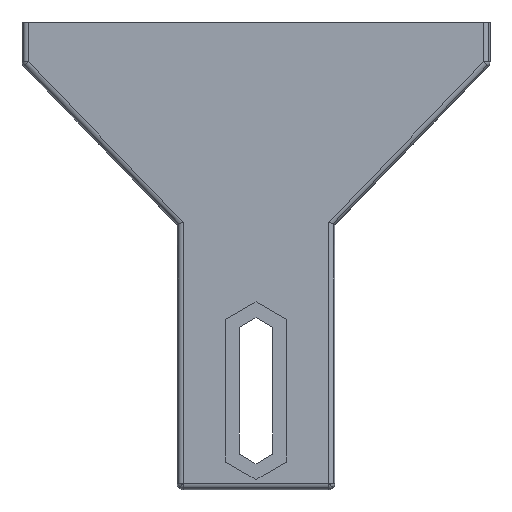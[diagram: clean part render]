
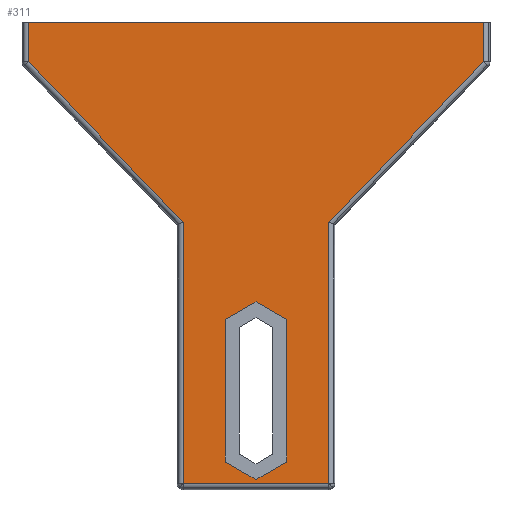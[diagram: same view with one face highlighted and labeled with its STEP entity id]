
A CAD part, left-side view. The second image highlights one B-rep face of the part: STEP entity #311.
In plain terms, the highlighted planar face has unit normal (-1, 0, 0).
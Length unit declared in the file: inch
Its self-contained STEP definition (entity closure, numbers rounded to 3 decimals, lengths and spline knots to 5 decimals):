
#311=ADVANCED_FACE('',(#663,#664),#665,.T.);
#663=FACE_OUTER_BOUND('',#1486,.T.);
#664=FACE_BOUND('',#1487,.T.);
#665=PLANE('',#1488);
#1486=EDGE_LOOP('',(#2477,#2478,#2479,#2480,#2481,#2482,#2483,#2484));
#1487=EDGE_LOOP('',(#2485,#2486,#2487,#2488,#2489,#2490,#2491));
#1488=AXIS2_PLACEMENT_3D('',#2492,#2493,#2494);
#2477=ORIENTED_EDGE('',*,*,#3179,.F.);
#2478=ORIENTED_EDGE('',*,*,#3270,.T.);
#2479=ORIENTED_EDGE('',*,*,#3209,.T.);
#2480=ORIENTED_EDGE('',*,*,#3106,.T.);
#2481=ORIENTED_EDGE('',*,*,#3271,.F.);
#2482=ORIENTED_EDGE('',*,*,#2980,.F.);
#2483=ORIENTED_EDGE('',*,*,#3009,.F.);
#2484=ORIENTED_EDGE('',*,*,#3175,.F.);
#2485=ORIENTED_EDGE('',*,*,#3272,.F.);
#2486=ORIENTED_EDGE('',*,*,#3273,.F.);
#2487=ORIENTED_EDGE('',*,*,#3274,.F.);
#2488=ORIENTED_EDGE('',*,*,#3260,.T.);
#2489=ORIENTED_EDGE('',*,*,#2953,.T.);
#2490=ORIENTED_EDGE('',*,*,#3093,.T.);
#2491=ORIENTED_EDGE('',*,*,#3194,.T.);
#2492=CARTESIAN_POINT('',(-0.25591,0.54515,-1.45689));
#2493=DIRECTION('',(-1.0,0.,0.0));
#2494=DIRECTION('',(-0.0,0.0,-1.0));
#2953=EDGE_CURVE('',#3426,#3427,#3428,.T.);
#2980=EDGE_CURVE('',#3474,#3476,#3477,.T.);
#3009=EDGE_CURVE('',#3522,#3474,#3524,.T.);
#3093=EDGE_CURVE('',#3427,#3664,#3665,.T.);
#3106=EDGE_CURVE('',#3685,#3683,#3686,.T.);
#3175=EDGE_CURVE('',#3382,#3522,#3782,.T.);
#3179=EDGE_CURVE('',#3786,#3382,#3788,.T.);
#3194=EDGE_CURVE('',#3664,#3806,#3807,.T.);
#3209=EDGE_CURVE('',#3826,#3685,#3827,.T.);
#3260=EDGE_CURVE('',#3892,#3426,#3893,.T.);
#3270=EDGE_CURVE('',#3786,#3826,#3906,.T.);
#3271=EDGE_CURVE('',#3476,#3683,#3907,.T.);
#3272=EDGE_CURVE('',#3908,#3806,#3909,.T.);
#3273=EDGE_CURVE('',#3910,#3908,#3911,.T.);
#3274=EDGE_CURVE('',#3892,#3910,#3912,.T.);
#3382=VERTEX_POINT('',#4028);
#3426=VERTEX_POINT('',#4084);
#3427=VERTEX_POINT('',#4085);
#3428=LINE('',#4086,#4087);
#3474=VERTEX_POINT('',#4148);
#3476=VERTEX_POINT('',#4150);
#3477=LINE('',#4151,#4152);
#3522=VERTEX_POINT('',#4207);
#3524=LINE('',#4209,#4210);
#3664=VERTEX_POINT('',#4422);
#3665=LINE('',#4423,#4424);
#3683=VERTEX_POINT('',#4447);
#3685=VERTEX_POINT('',#4449);
#3686=LINE('',#4450,#4451);
#3782=LINE('',#4567,#4568);
#3786=VERTEX_POINT('',#4573);
#3788=LINE('',#4575,#4576);
#3806=VERTEX_POINT('',#4598);
#3807=LINE('',#4599,#4600);
#3826=VERTEX_POINT('',#4625);
#3827=LINE('',#4626,#4627);
#3892=VERTEX_POINT('',#4719);
#3893=LINE('',#4720,#4721);
#3906=LINE('',#4739,#4740);
#3907=LINE('',#4741,#4742);
#3908=VERTEX_POINT('',#4743);
#3909=LINE('',#4744,#4745);
#3910=VERTEX_POINT('',#4746);
#3911=LINE('',#4747,#4748);
#3912=LINE('',#4749,#4750);
#4028=CARTESIAN_POINT('',(-0.25591,0.27183,-1.7246));
#4084=CARTESIAN_POINT('',(-0.25591,0.00348,-1.70885));
#4085=CARTESIAN_POINT('',(-0.25591,0.11417,-1.64495));
#4086=CARTESIAN_POINT('',(-0.25591,0.24093,-1.57176));
#4087=VECTOR('',#4936,1.);
#4148=CARTESIAN_POINT('',(-0.25591,0.85189,-0.14792));
#4150=CARTESIAN_POINT('',(-0.25591,0.85189,0.0));
#4151=CARTESIAN_POINT('',(-0.25591,0.85189,-0.88547));
#4152=VECTOR('',#4973,1.0);
#4207=CARTESIAN_POINT('',(-0.25591,0.27183,-0.74731));
#4209=CARTESIAN_POINT('',(-0.25591,-0.16451,-1.1982));
#4210=VECTOR('',#5020,1.);
#4422=CARTESIAN_POINT('',(-0.25591,0.11417,-1.1116));
#4423=CARTESIAN_POINT('',(-0.25591,0.11417,-0.92043));
#4424=VECTOR('',#5138,1.0);
#4447=CARTESIAN_POINT('',(-0.25591,-0.85189,0.0));
#4449=CARTESIAN_POINT('',(-0.25591,-0.85189,-0.14792));
#4450=CARTESIAN_POINT('',(-0.25591,-0.85189,-0.88547));
#4451=VECTOR('',#5156,1.0);
#4567=CARTESIAN_POINT('',(-0.25591,0.27183,-1.31033));
#4568=VECTOR('',#5270,1.0);
#4573=CARTESIAN_POINT('',(-0.25591,-0.27183,-1.7246));
#4575=CARTESIAN_POINT('',(-0.25591,0.27288,-1.7246));
#4576=VECTOR('',#5275,1.0);
#4598=CARTESIAN_POINT('',(-0.25591,0.0,-1.04568));
#4599=CARTESIAN_POINT('',(-0.25591,-0.04009,-1.02253));
#4600=VECTOR('',#5295,1.);
#4625=CARTESIAN_POINT('',(-0.25591,-0.27183,-0.74731));
#4626=CARTESIAN_POINT('',(-0.25591,0.16451,-1.1982));
#4627=VECTOR('',#5314,1.);
#4719=CARTESIAN_POINT('',(-0.25591,-0.00348,-1.70885));
#4720=CARTESIAN_POINT('',(-0.25591,0.00009,-1.70885));
#4721=VECTOR('',#5388,1.0);
#4739=CARTESIAN_POINT('',(-0.25591,-0.27183,-1.31033));
#4740=VECTOR('',#5397,1.0);
#4741=CARTESIAN_POINT('',(-0.25591,0.27773,0.));
#4742=VECTOR('',#5398,1.0);
#4743=CARTESIAN_POINT('',(-0.25591,-0.11417,-1.1116));
#4744=CARTESIAN_POINT('',(-0.25591,0.04009,-1.02253));
#4745=VECTOR('',#5399,1.);
#4746=CARTESIAN_POINT('',(-0.25591,-0.11417,-1.64495));
#4747=CARTESIAN_POINT('',(-0.25591,-0.11417,-0.92043));
#4748=VECTOR('',#5400,1.0);
#4749=CARTESIAN_POINT('',(-0.25591,-0.24093,-1.57176));
#4750=VECTOR('',#5401,1.);
#4936=DIRECTION('',(0.,0.866,0.5));
#4973=DIRECTION('',(0.0,0.0,1.0));
#5020=DIRECTION('',(0.,0.695,0.719));
#5138=DIRECTION('',(0.0,0.0,1.0));
#5156=DIRECTION('',(0.0,0.0,1.0));
#5270=DIRECTION('',(0.0,0.0,1.0));
#5275=DIRECTION('',(0.,1.0,0.0));
#5295=DIRECTION('',(0.,-0.866,0.5));
#5314=DIRECTION('',(0.,-0.695,0.719));
#5388=DIRECTION('',(0.,1.0,0.0));
#5397=DIRECTION('',(0.0,0.0,1.0));
#5398=DIRECTION('',(0.,-1.0,0.0));
#5399=DIRECTION('',(0.,0.866,0.5));
#5400=DIRECTION('',(0.0,0.0,1.0));
#5401=DIRECTION('',(0.,-0.866,0.5));
